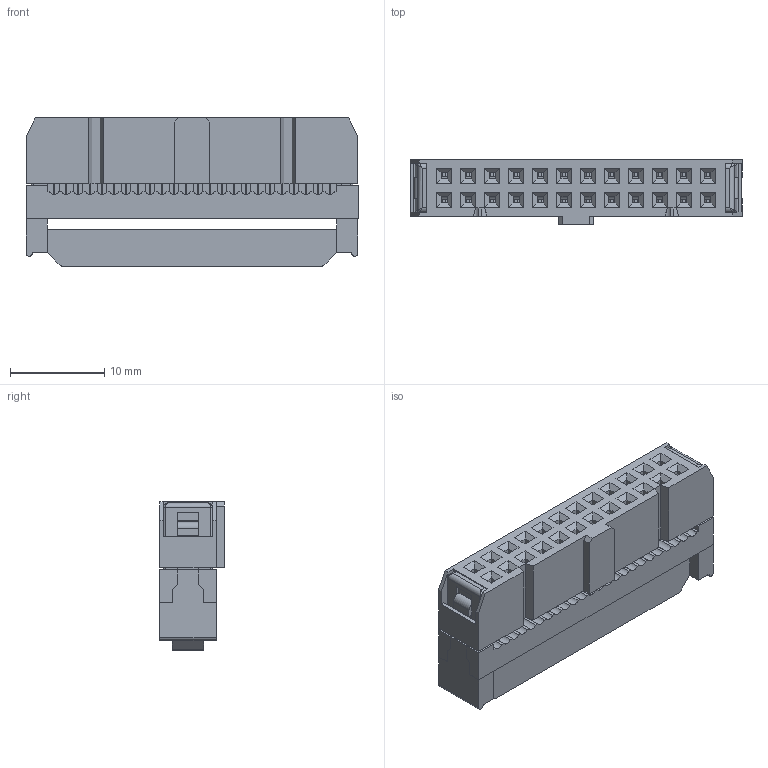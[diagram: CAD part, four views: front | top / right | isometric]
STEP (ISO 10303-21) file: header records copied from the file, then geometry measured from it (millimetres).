
FILE_DESCRIPTION( ( 'Unknown' ), '1' );
FILE_NAME( '61202423021_catch.stp', 'Unknown', ( 'Quentin LAIDEBEUR' ), ( 'WE' ), 'PSStep 15.0.49', 'Sample-box', ' ' );
FILE_SCHEMA( ( 'AUTOMOTIVE_DESIGN { 1 0 10303 214 1 1 1 1 }' ) );
Length unit declared in the file: millimetre
Products named in the file (5): Assem1; Gehäuse; Kabelklemme; Pin; Verschluss
Assembly tree (27 placements, depth 2):
  Assem1
    Gehäuse
    Kabelklemme
    Pin  x24
    Verschluss
Bounding box: 35.16 x 6.86 x 15.7 mm (x, y, z)
Volume: 2406.3 mm3; surface area: 4491.4 mm2
Topology: 27 solids, 27 shells, 1477 faces, 4057 edges, 2628 vertices
Faces by surface type: plane 1124, cylinder 330, extrusion 11, sphere 4, torus 4, bspline 4
Entity records: 32727 total; most frequent: CARTESIAN_POINT 5303, ORIENTED_EDGE 4472, DIRECTION 4043, EDGE_CURVE 2236, VECTOR 1941, LINE 1930, VERTEX_POINT 1432, AXIS2_PLACEMENT_3D 1051
